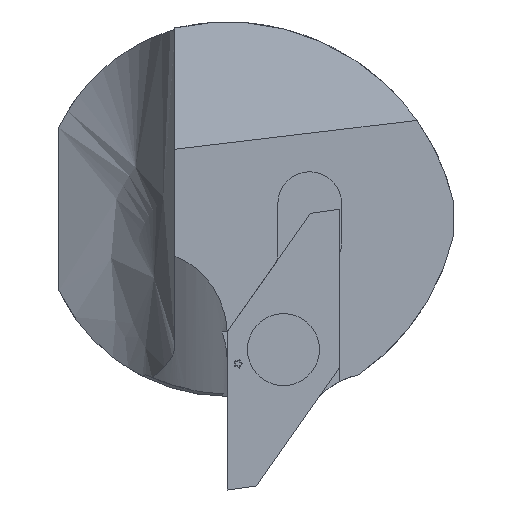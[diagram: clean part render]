
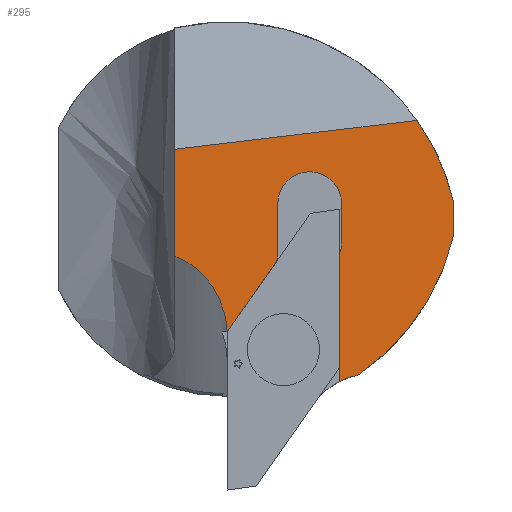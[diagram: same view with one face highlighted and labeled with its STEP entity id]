
A CAD part, left-side view. The second image highlights one B-rep face of the part: STEP entity #295.
In plain terms, the highlighted planar face has unit normal (-1, 0, 0).
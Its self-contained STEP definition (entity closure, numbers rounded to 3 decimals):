
#6 = CARTESIAN_POINT ( 'NONE',  ( 0., 0., -2.4 ) ) ;
#13 = DIRECTION ( 'NONE',  ( 0., 0., -1. ) ) ;
#23 = LINE ( 'NONE', #493, #1765 ) ;
#29 = VERTEX_POINT ( 'NONE', #1691 ) ;
#63 = DIRECTION ( 'NONE',  ( 0., 0., -1. ) ) ;
#64 = AXIS2_PLACEMENT_3D ( 'NONE', #6, #1840, #1177 ) ;
#85 = ORIENTED_EDGE ( 'NONE', *, *, #99, .T. ) ;
#88 = DIRECTION ( 'NONE',  ( 0., -0.993, 0.119 ) ) ;
#95 = CARTESIAN_POINT ( 'NONE',  ( 0., -7., -8.855 ) ) ;
#99 = EDGE_CURVE ( 'NONE', #1023, #113, #23, .T. ) ;
#113 = VERTEX_POINT ( 'NONE', #1520 ) ;
#147 = VECTOR ( 'NONE', #88, 1000. ) ;
#174 = CIRCLE ( 'NONE', #1831, 1.7 ) ;
#194 = DIRECTION ( 'NONE',  ( 1., 0., 0. ) ) ;
#197 = CARTESIAN_POINT ( 'NONE',  ( 0., 0., -6.554 ) ) ;
#217 = PLANE ( 'NONE',  #285 ) ;
#234 = CARTESIAN_POINT ( 'NONE',  ( 0., -12.065, 0.462 ) ) ;
#235 = VERTEX_POINT ( 'NONE', #702 ) ;
#251 = DIRECTION ( 'NONE',  ( -1., 0., 0. ) ) ;
#281 = CIRCLE ( 'NONE', #1621, 0.5 ) ;
#285 = AXIS2_PLACEMENT_3D ( 'NONE', #1932, #744, #1224 ) ;
#295 = ADVANCED_FACE ( 'NONE', ( #1340 ), #217, .F. ) ;
#296 = DIRECTION ( 'NONE',  ( 0., 0., -1. ) ) ;
#298 = VERTEX_POINT ( 'NONE', #904 ) ;
#321 = VERTEX_POINT ( 'NONE', #1924 ) ;
#334 = AXIS2_PLACEMENT_3D ( 'NONE', #905, #251, #63 ) ;
#338 = LINE ( 'NONE', #1792, #1364 ) ;
#344 = EDGE_CURVE ( 'NONE', #2128, #1036, #1500, .T. ) ;
#356 = CARTESIAN_POINT ( 'NONE',  ( 0., 1.153, -3.117 ) ) ;
#357 = CARTESIAN_POINT ( 'NONE',  ( 0., -2.7, -2.54 ) ) ;
#391 = CARTESIAN_POINT ( 'NONE',  ( 0., -2.2, -2.54 ) ) ;
#408 = AXIS2_PLACEMENT_3D ( 'NONE', #712, #540, #13 ) ;
#481 = ORIENTED_EDGE ( 'NONE', *, *, #1460, .T. ) ;
#492 = EDGE_CURVE ( 'NONE', #1692, #1956, #1900, .T. ) ;
#493 = CARTESIAN_POINT ( 'NONE',  ( 0., 0., -6.554 ) ) ;
#497 = VERTEX_POINT ( 'NONE', #1281 ) ;
#500 = ORIENTED_EDGE ( 'NONE', *, *, #1941, .F. ) ;
#540 = DIRECTION ( 'NONE',  ( 1., 0., 0. ) ) ;
#576 = CARTESIAN_POINT ( 'NONE',  ( 0., -2.7, 0.3 ) ) ;
#610 = DIRECTION ( 'NONE',  ( 1., 0., 0. ) ) ;
#661 = DIRECTION ( 'NONE',  ( 0., 0., -1. ) ) ;
#689 = DIRECTION ( 'NONE',  ( 0., -0.574, 0.819 ) ) ;
#690 = EDGE_CURVE ( 'NONE', #2017, #29, #1927, .T. ) ;
#702 = CARTESIAN_POINT ( 'NONE',  ( 0., -6.1, 0.3 ) ) ;
#707 = AXIS2_PLACEMENT_3D ( 'NONE', #1790, #610, #766 ) ;
#712 = CARTESIAN_POINT ( 'NONE',  ( 0., -4.55, -1.852 ) ) ;
#718 = CARTESIAN_POINT ( 'NONE',  ( 0., 2.8, 0. ) ) ;
#744 = DIRECTION ( 'NONE',  ( 1., 0., 0. ) ) ;
#760 = EDGE_CURVE ( 'NONE', #113, #2075, #1708, .T. ) ;
#766 = DIRECTION ( 'NONE',  ( 0., 0., -1. ) ) ;
#794 = EDGE_CURVE ( 'NONE', #298, #497, #1786, .T. ) ;
#808 = DIRECTION ( 'NONE',  ( 0., 0., 1. ) ) ;
#809 = CIRCLE ( 'NONE', #334, 4.1 ) ;
#838 = ORIENTED_EDGE ( 'NONE', *, *, #2170, .T. ) ;
#878 = ORIENTED_EDGE ( 'NONE', *, *, #344, .F. ) ;
#904 = CARTESIAN_POINT ( 'NONE',  ( 0., -12.065, 0.462 ) ) ;
#905 = CARTESIAN_POINT ( 'NONE',  ( 0., -7.852, -12.866 ) ) ;
#935 = LINE ( 'NONE', #1079, #147 ) ;
#1016 = CIRCLE ( 'NONE', #707, 12.4 ) ;
#1023 = VERTEX_POINT ( 'NONE', #1101 ) ;
#1036 = VERTEX_POINT ( 'NONE', #1991 ) ;
#1047 = VECTOR ( 'NONE', #1233, 1000. ) ;
#1079 = CARTESIAN_POINT ( 'NONE',  ( 0., 12.74, 2.013 ) ) ;
#1099 = EDGE_CURVE ( 'NONE', #1692, #2075, #281, .T. ) ;
#1101 = CARTESIAN_POINT ( 'NONE',  ( 0., 0.006, -6.554 ) ) ;
#1122 = CARTESIAN_POINT ( 'NONE',  ( 0., -2.7, -2.698 ) ) ;
#1140 = CARTESIAN_POINT ( 'NONE',  ( 0., -2.61, -2.827 ) ) ;
#1165 = DIRECTION ( 'NONE',  ( 0., -1., 0. ) ) ;
#1175 = ORIENTED_EDGE ( 'NONE', *, *, #1694, .T. ) ;
#1177 = DIRECTION ( 'NONE',  ( 0., 0., -1. ) ) ;
#1224 = DIRECTION ( 'NONE',  ( 0., 0., 1. ) ) ;
#1233 = DIRECTION ( 'NONE',  ( 0., 0., 1. ) ) ;
#1257 = EDGE_CURVE ( 'NONE', #1399, #321, #809, .T. ) ;
#1281 = CARTESIAN_POINT ( 'NONE',  ( 0., -12.065, -1.482 ) ) ;
#1300 = CARTESIAN_POINT ( 'NONE',  ( 0., 2.8, -2.51 ) ) ;
#1331 = EDGE_CURVE ( 'NONE', #497, #1399, #1016, .T. ) ;
#1340 = FACE_OUTER_BOUND ( 'NONE', #1662, .T. ) ;
#1364 = VECTOR ( 'NONE', #2121, 1000. ) ;
#1373 = CARTESIAN_POINT ( 'NONE',  ( 0., 2.8, -2.51 ) ) ;
#1399 = VERTEX_POINT ( 'NONE', #95 ) ;
#1404 = ORIENTED_EDGE ( 'NONE', *, *, #794, .F. ) ;
#1406 = EDGE_CURVE ( 'NONE', #1876, #298, #1785, .T. ) ;
#1424 = CARTESIAN_POINT ( 'NONE',  ( 0., -6.1, -1.852 ) ) ;
#1460 = EDGE_CURVE ( 'NONE', #2128, #1023, #1856, .T. ) ;
#1477 = CARTESIAN_POINT ( 'NONE',  ( 0., -6.1, 0.3 ) ) ;
#1479 = VECTOR ( 'NONE', #689, 1000. ) ;
#1487 = ORIENTED_EDGE ( 'NONE', *, *, #1099, .F. ) ;
#1500 = LINE ( 'NONE', #718, #1047 ) ;
#1520 = CARTESIAN_POINT ( 'NONE',  ( 0., 0., -6.554 ) ) ;
#1535 = CARTESIAN_POINT ( 'NONE',  ( 0., -4.4, 0.3 ) ) ;
#1542 = EDGE_CURVE ( 'NONE', #29, #321, #338, .T. ) ;
#1554 = CARTESIAN_POINT ( 'NONE',  ( 0., -10.135, 4.745 ) ) ;
#1587 = ORIENTED_EDGE ( 'NONE', *, *, #1542, .T. ) ;
#1588 = DIRECTION ( 'NONE',  ( 0., 0., -1. ) ) ;
#1602 = VECTOR ( 'NONE', #296, 1000. ) ;
#1617 = ORIENTED_EDGE ( 'NONE', *, *, #1257, .F. ) ;
#1621 = AXIS2_PLACEMENT_3D ( 'NONE', #391, #194, #1728 ) ;
#1662 = EDGE_LOOP ( 'NONE', ( #878, #481, #85, #1962, #1487, #1803, #1175, #838, #2190, #1587, #1617, #2149, #1404, #2013, #500 ) ) ;
#1687 = DIRECTION ( 'NONE',  ( 1., 0., 0. ) ) ;
#1691 = CARTESIAN_POINT ( 'NONE',  ( 0., -6., -2.4 ) ) ;
#1692 = VERTEX_POINT ( 'NONE', #357 ) ;
#1694 = EDGE_CURVE ( 'NONE', #1956, #235, #174, .T. ) ;
#1708 = LINE ( 'NONE', #197, #1479 ) ;
#1728 = DIRECTION ( 'NONE',  ( 0., 0., 1. ) ) ;
#1765 = VECTOR ( 'NONE', #1165, 1000. ) ;
#1785 = CIRCLE ( 'NONE', #64, 12.4 ) ;
#1786 = LINE ( 'NONE', #234, #1894 ) ;
#1790 = CARTESIAN_POINT ( 'NONE',  ( 0., 0., 1.38 ) ) ;
#1792 = CARTESIAN_POINT ( 'NONE',  ( 0., -6., -2.4 ) ) ;
#1803 = ORIENTED_EDGE ( 'NONE', *, *, #492, .T. ) ;
#1831 = AXIS2_PLACEMENT_3D ( 'NONE', #1535, #1687, #661 ) ;
#1840 = DIRECTION ( 'NONE',  ( 1., 0., 0. ) ) ;
#1849 = CARTESIAN_POINT ( 'NONE',  ( 0., 0.101, -4.641 ) ) ;
#1856 =( BOUNDED_CURVE ( )  B_SPLINE_CURVE ( 3, ( #1373, #356, #1849, #2052 ),
 .UNSPECIFIED., .F., .T. ) 
 B_SPLINE_CURVE_WITH_KNOTS ( ( 4, 4 ),
 ( 0.323, 1.516 ),
 .UNSPECIFIED. ) 
 CURVE ( )  GEOMETRIC_REPRESENTATION_ITEM ( )  RATIONAL_B_SPLINE_CURVE ( ( 1., 0.885, 0.885, 1. ) ) 
 REPRESENTATION_ITEM ( '' )  );
#1876 = VERTEX_POINT ( 'NONE', #1554 ) ;
#1894 = VECTOR ( 'NONE', #1588, 1000. ) ;
#1900 = LINE ( 'NONE', #1122, #1984 ) ;
#1924 = CARTESIAN_POINT ( 'NONE',  ( 0., -6., -9.208 ) ) ;
#1927 = CIRCLE ( 'NONE', #408, 1.55 ) ;
#1932 = CARTESIAN_POINT ( 'NONE',  ( 0., 12.5, 0. ) ) ;
#1941 = EDGE_CURVE ( 'NONE', #1036, #1876, #935, .T. ) ;
#1956 = VERTEX_POINT ( 'NONE', #576 ) ;
#1962 = ORIENTED_EDGE ( 'NONE', *, *, #760, .T. ) ;
#1984 = VECTOR ( 'NONE', #808, 1000. ) ;
#1991 = CARTESIAN_POINT ( 'NONE',  ( 0., 2.8, 3.2 ) ) ;
#2013 = ORIENTED_EDGE ( 'NONE', *, *, #1406, .F. ) ;
#2017 = VERTEX_POINT ( 'NONE', #1424 ) ;
#2052 = CARTESIAN_POINT ( 'NONE',  ( 0., 0.006, -6.554 ) ) ;
#2075 = VERTEX_POINT ( 'NONE', #1140 ) ;
#2108 = LINE ( 'NONE', #1477, #1602 ) ;
#2121 = DIRECTION ( 'NONE',  ( 0., 0., -1. ) ) ;
#2128 = VERTEX_POINT ( 'NONE', #1300 ) ;
#2149 = ORIENTED_EDGE ( 'NONE', *, *, #1331, .F. ) ;
#2170 = EDGE_CURVE ( 'NONE', #235, #2017, #2108, .T. ) ;
#2190 = ORIENTED_EDGE ( 'NONE', *, *, #690, .T. ) ;
